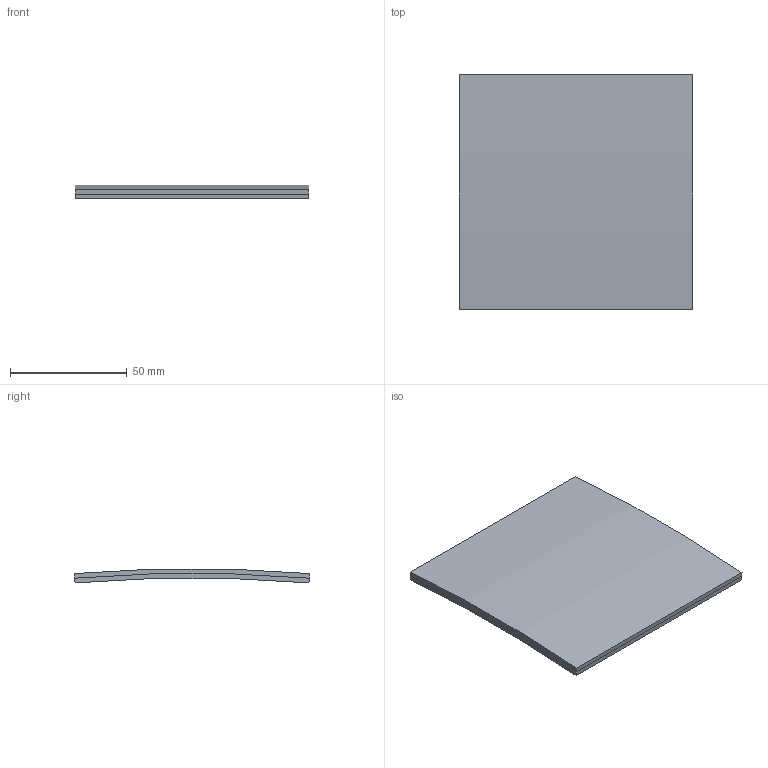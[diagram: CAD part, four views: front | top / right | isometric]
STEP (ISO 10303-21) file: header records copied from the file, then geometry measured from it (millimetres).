
FILE_DESCRIPTION(('Open CASCADE Model'),'2;1');
FILE_NAME('Open CASCADE Shape Model','2019-04-11T20:59:21',('Author'),( 'Open CASCADE'),'Open CASCADE STEP processor 6.9','Open CASCADE 6.9' ,'Unknown');
FILE_SCHEMA(('AUTOMOTIVE_DESIGN { 1 0 10303 214 1 1 1 1 }'));
Length unit declared in the file: millimetre
Products named in the file (2): Open CASCADE STEP translator 6.9 7; Open CASCADE STEP translator 6.9 8
Bounding box: 100 x 100.67 x 5.85 mm (x, y, z)
Volume: 40178.5 mm3; surface area: 41780.6 mm2
Topology: 2 solids, 2 shells, 16 faces, 28 edges, 20 vertices
Faces by surface type: bspline 9, offset 7
Entity records: 9247 total; most frequent: CARTESIAN_POINT 8727, ORIENTED_EDGE 56, PCURVE 56, DEFINITIONAL_REPRESENTATION 56, DIRECTION 44, B_SPLINE_CURVE_WITH_KNOTS 42, LINE 42, VECTOR 42
